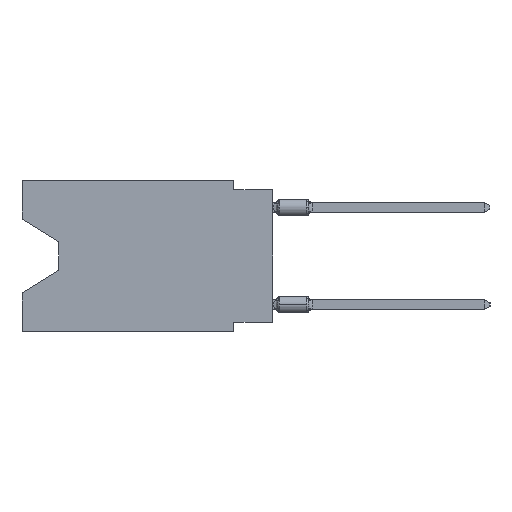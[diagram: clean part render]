
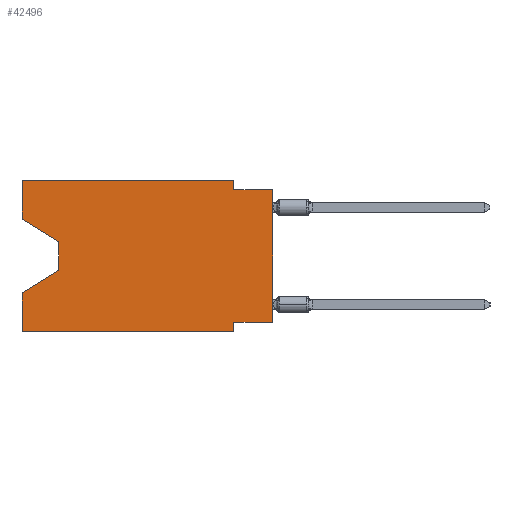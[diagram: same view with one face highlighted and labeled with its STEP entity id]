
A CAD part, left-side view. The second image highlights one B-rep face of the part: STEP entity #42496.
In plain terms, the highlighted planar face has unit normal (-1, 0, 0).
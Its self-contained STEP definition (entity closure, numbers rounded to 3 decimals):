
#366 = CARTESIAN_POINT ( 'NONE',  ( 0., 2.54, 0. ) ) ;
#1401 = DIRECTION ( 'NONE',  ( 0., -1., 0. ) ) ;
#2488 = CARTESIAN_POINT ( 'NONE',  ( 0., 16.383, 0. ) ) ;
#2752 = VERTEX_POINT ( 'NONE', #14440 ) ;
#3179 = VECTOR ( 'NONE', #41934, 1000. ) ;
#3219 = VERTEX_POINT ( 'NONE', #15268 ) ;
#3686 = VECTOR ( 'NONE', #40738, 1000. ) ;
#4412 = DIRECTION ( 'NONE',  ( 0., 1., 0. ) ) ;
#4576 = EDGE_CURVE ( 'NONE', #3219, #45098, #43293, .T. ) ;
#4975 = DIRECTION ( 'NONE',  ( 0., 0., 1. ) ) ;
#6563 = EDGE_CURVE ( 'NONE', #2752, #34927, #15506, .T. ) ;
#6930 = EDGE_CURVE ( 'NONE', #3219, #15955, #15210, .T. ) ;
#7580 = EDGE_CURVE ( 'NONE', #23543, #38382, #44209, .T. ) ;
#7678 = EDGE_CURVE ( 'NONE', #45086, #35387, #27966, .T. ) ;
#8582 = CARTESIAN_POINT ( 'NONE',  ( 0., 16.383, -2.546 ) ) ;
#8777 = DIRECTION ( 'NONE',  ( 0., 0.855, -0.519 ) ) ;
#8887 = ORIENTED_EDGE ( 'NONE', *, *, #26651, .T. ) ;
#10120 = VECTOR ( 'NONE', #1401, 1000. ) ;
#10526 = DIRECTION ( 'NONE',  ( 0., -1., 0. ) ) ;
#11556 = DIRECTION ( 'NONE',  ( 0., -0.855, -0.519 ) ) ;
#11582 = EDGE_LOOP ( 'NONE', ( #41499, #42810, #32419, #26971, #8887, #43263, #14848, #35448, #15577, #31974, #16247, #23131 ) ) ;
#12603 = LINE ( 'NONE', #19245, #10120 ) ;
#12856 = DIRECTION ( 'NONE',  ( 0., -1., 0. ) ) ;
#12978 = CARTESIAN_POINT ( 'NONE',  ( 0., 13.97, -4.013 ) ) ;
#13353 = VECTOR ( 'NONE', #12856, 1000. ) ;
#13916 = EDGE_CURVE ( 'NONE', #38382, #23495, #31716, .T. ) ;
#14230 = CARTESIAN_POINT ( 'NONE',  ( 0., 2.54, 0. ) ) ;
#14440 = CARTESIAN_POINT ( 'NONE',  ( 0., 16.383, -9.906 ) ) ;
#14848 = ORIENTED_EDGE ( 'NONE', *, *, #4576, .F. ) ;
#15205 = CARTESIAN_POINT ( 'NONE',  ( 0., 2.54, -0.635 ) ) ;
#15210 = LINE ( 'NONE', #22313, #25030 ) ;
#15268 = CARTESIAN_POINT ( 'NONE',  ( 0., 0., -9.271 ) ) ;
#15506 = LINE ( 'NONE', #21905, #33058 ) ;
#15577 = ORIENTED_EDGE ( 'NONE', *, *, #40935, .F. ) ;
#15834 = CARTESIAN_POINT ( 'NONE',  ( 0., 16.383, 0. ) ) ;
#15955 = VERTEX_POINT ( 'NONE', #44870 ) ;
#16082 = VECTOR ( 'NONE', #10526, 1000. ) ;
#16247 = ORIENTED_EDGE ( 'NONE', *, *, #7580, .F. ) ;
#17518 = LINE ( 'NONE', #42236, #42530 ) ;
#17938 = EDGE_CURVE ( 'NONE', #22870, #45086, #33078, .T. ) ;
#19245 = CARTESIAN_POINT ( 'NONE',  ( 0., 16.383, -9.906 ) ) ;
#19406 = PLANE ( 'NONE',  #33284 ) ;
#21202 = EDGE_CURVE ( 'NONE', #45098, #36688, #37995, .T. ) ;
#21412 = DIRECTION ( 'NONE',  ( 0., 0., 1. ) ) ;
#21634 = DIRECTION ( 'NONE',  ( 0., 0., 1. ) ) ;
#21905 = CARTESIAN_POINT ( 'NONE',  ( 0., 16.383, 0. ) ) ;
#22313 = CARTESIAN_POINT ( 'NONE',  ( 0., 0., 0. ) ) ;
#22870 = VERTEX_POINT ( 'NONE', #44137 ) ;
#23131 = ORIENTED_EDGE ( 'NONE', *, *, #37524, .F. ) ;
#23486 = CARTESIAN_POINT ( 'NONE',  ( 0., 16.383, -7.36 ) ) ;
#23495 = VERTEX_POINT ( 'NONE', #15205 ) ;
#23543 = VERTEX_POINT ( 'NONE', #35600 ) ;
#23608 = CARTESIAN_POINT ( 'NONE',  ( 0., 13.97, -4.013 ) ) ;
#25030 = VECTOR ( 'NONE', #21634, 1000. ) ;
#26259 = FACE_OUTER_BOUND ( 'NONE', #11582, .T. ) ;
#26299 = EDGE_CURVE ( 'NONE', #35387, #34927, #40117, .T. ) ;
#26387 = CARTESIAN_POINT ( 'NONE',  ( 0., 13.97, -5.893 ) ) ;
#26651 = EDGE_CURVE ( 'NONE', #2752, #36688, #12603, .T. ) ;
#26971 = ORIENTED_EDGE ( 'NONE', *, *, #6563, .F. ) ;
#27919 = CARTESIAN_POINT ( 'NONE',  ( 0., 0., -0.635 ) ) ;
#27966 = LINE ( 'NONE', #23608, #3179 ) ;
#29851 = CARTESIAN_POINT ( 'NONE',  ( 0., 13.97, -5.893 ) ) ;
#31236 = DIRECTION ( 'NONE',  ( 0., 0., -1. ) ) ;
#31716 = LINE ( 'NONE', #366, #35644 ) ;
#31974 = ORIENTED_EDGE ( 'NONE', *, *, #13916, .F. ) ;
#32419 = ORIENTED_EDGE ( 'NONE', *, *, #26299, .T. ) ;
#32737 = VECTOR ( 'NONE', #8777, 1000. ) ;
#33058 = VECTOR ( 'NONE', #4975, 1000. ) ;
#33078 = LINE ( 'NONE', #8582, #37262 ) ;
#33284 = AXIS2_PLACEMENT_3D ( 'NONE', #2488, #44336, #40682 ) ;
#33660 = CARTESIAN_POINT ( 'NONE',  ( 0., 2.54, -9.906 ) ) ;
#33956 = CARTESIAN_POINT ( 'NONE',  ( 0., 2.54, -9.906 ) ) ;
#34558 = LINE ( 'NONE', #27919, #16082 ) ;
#34927 = VERTEX_POINT ( 'NONE', #23486 ) ;
#35387 = VERTEX_POINT ( 'NONE', #29851 ) ;
#35448 = ORIENTED_EDGE ( 'NONE', *, *, #6930, .T. ) ;
#35600 = CARTESIAN_POINT ( 'NONE',  ( 0., 16.383, 0. ) ) ;
#35644 = VECTOR ( 'NONE', #31236, 1000. ) ;
#36688 = VERTEX_POINT ( 'NONE', #33956 ) ;
#36809 = CARTESIAN_POINT ( 'NONE',  ( 0., 2.54, -9.271 ) ) ;
#37262 = VECTOR ( 'NONE', #11556, 1000. ) ;
#37524 = EDGE_CURVE ( 'NONE', #22870, #23543, #17518, .T. ) ;
#37995 = LINE ( 'NONE', #33660, #3686 ) ;
#38382 = VERTEX_POINT ( 'NONE', #14230 ) ;
#39868 = CARTESIAN_POINT ( 'NONE',  ( 0., 0., -9.271 ) ) ;
#40117 = LINE ( 'NONE', #26387, #32737 ) ;
#40682 = DIRECTION ( 'NONE',  ( 0., 0., -1. ) ) ;
#40738 = DIRECTION ( 'NONE',  ( 0., 0., -1. ) ) ;
#40935 = EDGE_CURVE ( 'NONE', #23495, #15955, #34558, .T. ) ;
#41186 = VECTOR ( 'NONE', #4412, 1000. ) ;
#41499 = ORIENTED_EDGE ( 'NONE', *, *, #17938, .T. ) ;
#41934 = DIRECTION ( 'NONE',  ( 0., 0., -1. ) ) ;
#42236 = CARTESIAN_POINT ( 'NONE',  ( 0., 16.383, 0. ) ) ;
#42496 = ADVANCED_FACE ( 'NONE', ( #26259 ), #19406, .F. ) ;
#42530 = VECTOR ( 'NONE', #21412, 1000. ) ;
#42810 = ORIENTED_EDGE ( 'NONE', *, *, #7678, .T. ) ;
#43263 = ORIENTED_EDGE ( 'NONE', *, *, #21202, .F. ) ;
#43293 = LINE ( 'NONE', #39868, #41186 ) ;
#44137 = CARTESIAN_POINT ( 'NONE',  ( 0., 16.383, -2.546 ) ) ;
#44209 = LINE ( 'NONE', #15834, #13353 ) ;
#44336 = DIRECTION ( 'NONE',  ( 1., 0., 0. ) ) ;
#44870 = CARTESIAN_POINT ( 'NONE',  ( 0., 0., -0.635 ) ) ;
#45086 = VERTEX_POINT ( 'NONE', #12978 ) ;
#45098 = VERTEX_POINT ( 'NONE', #36809 ) ;
